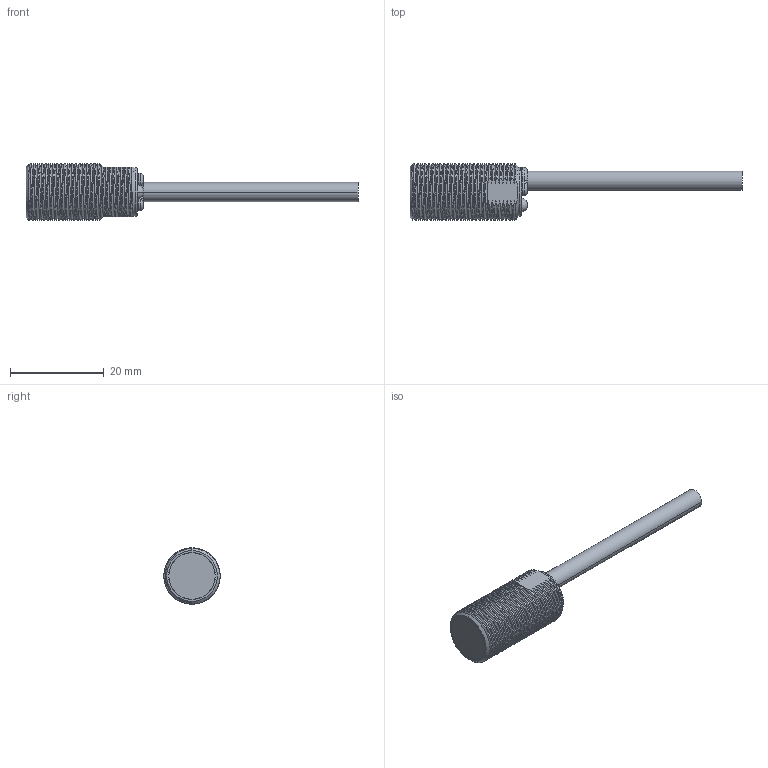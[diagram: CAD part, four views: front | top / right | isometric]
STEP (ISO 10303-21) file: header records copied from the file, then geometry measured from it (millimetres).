
FILE_DESCRIPTION((''),'2;1');
FILE_NAME('BRASS_TUBE','2025-05-06T',('Parkey.Wang'),(''),'CREO PARAMETRIC BY PTC INC, 2015480','CREO PARAMETRIC BY PTC INC, 2015480','');
FILE_SCHEMA(('CONFIG_CONTROL_DESIGN'));
Length unit declared in the file: millimetre
Products named in the file (1): BRASS_TUBE
Bounding box: 70.75 x 12 x 12 mm (x, y, z)
Volume: 3160.6 mm3; surface area: 2168.1 mm2
Topology: 1 solids, 1 shells, 179 faces, 506 edges, 332 vertices
Faces by surface type: cylinder 83, bspline 56, plane 18, torus 16, cone 4, sphere 2
Entity records: 16007 total; most frequent: CARTESIAN_POINT 11883, ORIENTED_EDGE 1008, DIRECTION 628, EDGE_CURVE 504, VERTEX_POINT 332, AXIS2_PLACEMENT_3D 248, B_SPLINE_CURVE_WITH_KNOTS 247, EDGE_LOOP 184
